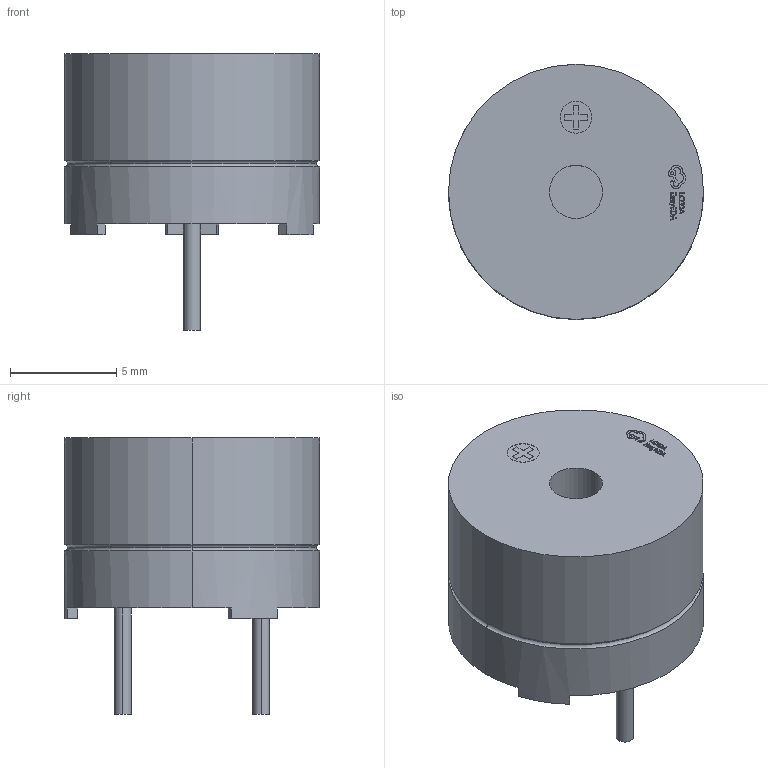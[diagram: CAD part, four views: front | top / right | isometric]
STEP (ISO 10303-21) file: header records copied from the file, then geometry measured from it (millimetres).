
FILE_DESCRIPTION (( 'STEP AP214' ), '1' );
FILE_NAME ('BUZ-TH_D12.0-H8.5-P6.5.step', '2022-06-24T01:43:52', ( '' ), ( '' ), 'SwSTEP 2.0', 'SolidWorks 2020', '' );
FILE_SCHEMA (( 'AUTOMOTIVE_DESIGN' ));
Length unit declared in the file: millimetre
Products named in the file (1): BUZ-TH_D12.0-H8.5-P6.5
Bounding box: 12 x 12 x 13.01 mm (x, y, z)
Volume: 856.1 mm3; surface area: 686.5 mm2
Topology: 1 solids, 1 shells, 333 faces, 891 edges, 592 vertices
Faces by surface type: plane 200, bspline 112, cylinder 17, torus 4
Entity records: 15212 total; most frequent: CARTESIAN_POINT 3921, ORIENTED_EDGE 1782, DIRECTION 1153, EDGE_CURVE 891, VECTOR 617, LINE 617, VERTEX_POINT 592, EDGE_LOOP 365
